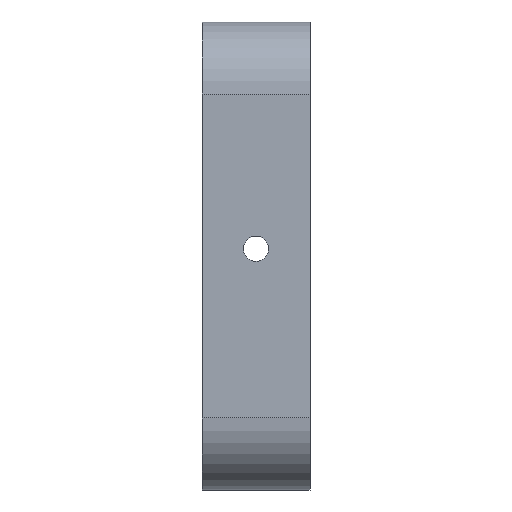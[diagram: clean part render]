
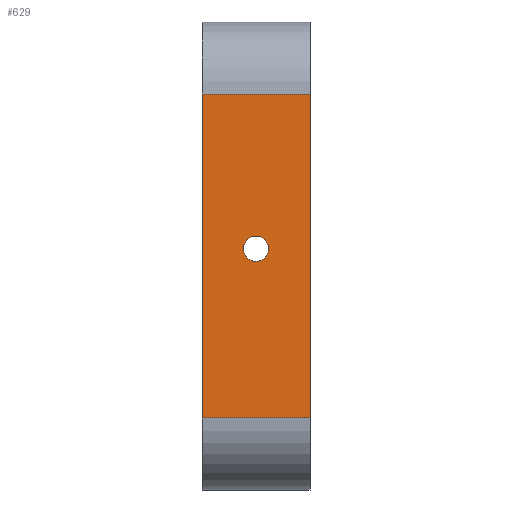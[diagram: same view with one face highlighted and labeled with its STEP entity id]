
A CAD part, left-side view. The second image highlights one B-rep face of the part: STEP entity #629.
In plain terms, the highlighted planar face has unit normal (-1, 0, 0).
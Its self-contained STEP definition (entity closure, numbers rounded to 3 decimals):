
#1 = LINE ( 'NONE', #108, #635 ) ;
#22 = CARTESIAN_POINT ( 'NONE',  ( 0., 7.5, 31.75 ) ) ;
#76 = CIRCLE ( 'NONE', #712, 1.75 ) ;
#102 = DIRECTION ( 'NONE',  ( 1., 0., 0. ) ) ;
#108 = CARTESIAN_POINT ( 'NONE',  ( 0., 0., 10. ) ) ;
#117 = VECTOR ( 'NONE', #358, 1000. ) ;
#142 = CARTESIAN_POINT ( 'NONE',  ( 0., 15., 10. ) ) ;
#149 = EDGE_CURVE ( 'NONE', #864, #363, #422, .T. ) ;
#253 = VECTOR ( 'NONE', #322, 1000. ) ;
#285 = LINE ( 'NONE', #640, #117 ) ;
#302 = VECTOR ( 'NONE', #796, 1000. ) ;
#322 = DIRECTION ( 'NONE',  ( 0., -1., 0. ) ) ;
#347 = CARTESIAN_POINT ( 'NONE',  ( 0., 7.5, 33.5 ) ) ;
#358 = DIRECTION ( 'NONE',  ( 0., -1., 0. ) ) ;
#363 = VERTEX_POINT ( 'NONE', #628 ) ;
#383 = CARTESIAN_POINT ( 'NONE',  ( 0., 0., 55. ) ) ;
#390 = CARTESIAN_POINT ( 'NONE',  ( 0., 7.5, 35.25 ) ) ;
#422 = LINE ( 'NONE', #142, #253 ) ;
#433 = AXIS2_PLACEMENT_3D ( 'NONE', #347, #722, #890 ) ;
#475 = CARTESIAN_POINT ( 'NONE',  ( 0., 7.5, 33.5 ) ) ;
#517 = DIRECTION ( 'NONE',  ( 1., 0., 0. ) ) ;
#528 = AXIS2_PLACEMENT_3D ( 'NONE', #1005, #517, #636 ) ;
#541 = EDGE_CURVE ( 'NONE', #589, #900, #285, .T. ) ;
#580 = EDGE_LOOP ( 'NONE', ( #837, #1182, #1073, #1051 ) ) ;
#583 = DIRECTION ( 'NONE',  ( 0., 0., 1. ) ) ;
#589 = VERTEX_POINT ( 'NONE', #652 ) ;
#600 = CARTESIAN_POINT ( 'NONE',  ( 0., 15., 10. ) ) ;
#628 = CARTESIAN_POINT ( 'NONE',  ( 0., 0., 10. ) ) ;
#629 = ADVANCED_FACE ( 'NONE', ( #910, #1008 ), #989, .F. ) ;
#635 = VECTOR ( 'NONE', #583, 1000. ) ;
#636 = DIRECTION ( 'NONE',  ( 0., 0., -1. ) ) ;
#640 = CARTESIAN_POINT ( 'NONE',  ( 0., 15., 55. ) ) ;
#652 = CARTESIAN_POINT ( 'NONE',  ( 0., 15., 55. ) ) ;
#665 = EDGE_CURVE ( 'NONE', #818, #856, #787, .T. ) ;
#712 = AXIS2_PLACEMENT_3D ( 'NONE', #475, #102, #863 ) ;
#722 = DIRECTION ( 'NONE',  ( 1., 0., 0. ) ) ;
#787 = CIRCLE ( 'NONE', #433, 1.75 ) ;
#796 = DIRECTION ( 'NONE',  ( 0., 0., 1. ) ) ;
#818 = VERTEX_POINT ( 'NONE', #390 ) ;
#837 = ORIENTED_EDGE ( 'NONE', *, *, #1128, .T. ) ;
#856 = VERTEX_POINT ( 'NONE', #22 ) ;
#862 = ORIENTED_EDGE ( 'NONE', *, *, #665, .T. ) ;
#863 = DIRECTION ( 'NONE',  ( 0., 0., -1. ) ) ;
#864 = VERTEX_POINT ( 'NONE', #600 ) ;
#874 = ORIENTED_EDGE ( 'NONE', *, *, #1119, .T. ) ;
#890 = DIRECTION ( 'NONE',  ( 0., 0., -1. ) ) ;
#900 = VERTEX_POINT ( 'NONE', #383 ) ;
#901 = CARTESIAN_POINT ( 'NONE',  ( 0., 15., 10. ) ) ;
#910 = FACE_BOUND ( 'NONE', #1048, .T. ) ;
#975 = EDGE_CURVE ( 'NONE', #864, #589, #1002, .T. ) ;
#989 = PLANE ( 'NONE',  #528 ) ;
#1002 = LINE ( 'NONE', #901, #302 ) ;
#1005 = CARTESIAN_POINT ( 'NONE',  ( 0., 15., 10. ) ) ;
#1008 = FACE_OUTER_BOUND ( 'NONE', #580, .T. ) ;
#1048 = EDGE_LOOP ( 'NONE', ( #874, #862 ) ) ;
#1051 = ORIENTED_EDGE ( 'NONE', *, *, #149, .T. ) ;
#1073 = ORIENTED_EDGE ( 'NONE', *, *, #975, .F. ) ;
#1119 = EDGE_CURVE ( 'NONE', #856, #818, #76, .T. ) ;
#1128 = EDGE_CURVE ( 'NONE', #363, #900, #1, .T. ) ;
#1182 = ORIENTED_EDGE ( 'NONE', *, *, #541, .F. ) ;
